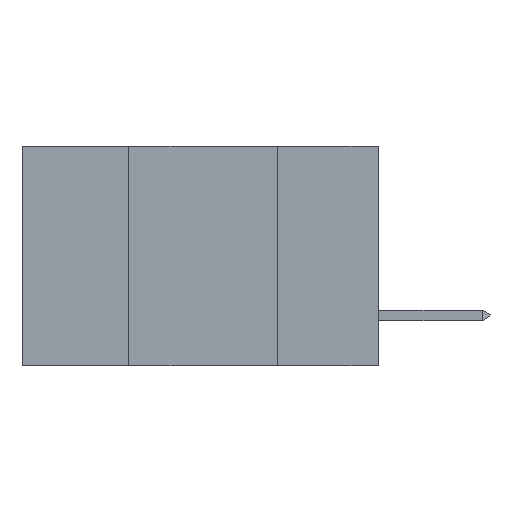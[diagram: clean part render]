
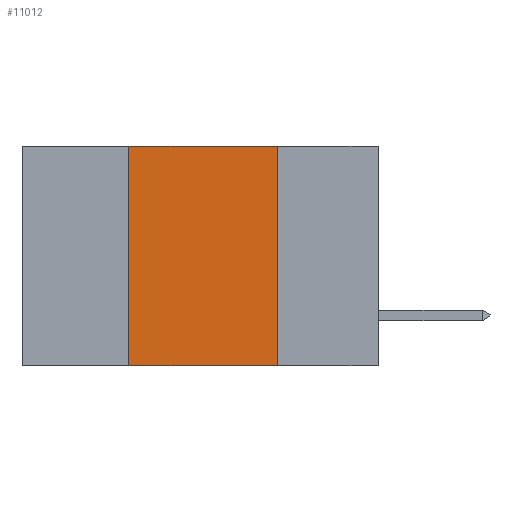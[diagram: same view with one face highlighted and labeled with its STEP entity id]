
A CAD part, left-side view. The second image highlights one B-rep face of the part: STEP entity #11012.
In plain terms, the highlighted planar face has unit normal (-1, 0, 0).
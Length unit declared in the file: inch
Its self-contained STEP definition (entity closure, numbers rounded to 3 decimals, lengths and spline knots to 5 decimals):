
#4 = VECTOR ( 'NONE', #10629, 39.37008 ) ;
#1957 = CARTESIAN_POINT ( 'NONE',  ( 0., 0.17, 0. ) ) ;
#2202 = LINE ( 'NONE', #5707, #15878 ) ;
#2944 = LINE ( 'NONE', #1957, #4 ) ;
#3770 = CARTESIAN_POINT ( 'NONE',  ( 0., 0.6, -0.37 ) ) ;
#4470 = EDGE_CURVE ( 'NONE', #11375, #10289, #15296, .T. ) ;
#5296 = VERTEX_POINT ( 'NONE', #13208 ) ;
#5707 = CARTESIAN_POINT ( 'NONE',  ( 0., 0.6, 0. ) ) ;
#6550 = DIRECTION ( 'NONE',  ( 0., 0., -1. ) ) ;
#7522 = EDGE_LOOP ( 'NONE', ( #10673, #21408, #20768, #15606 ) ) ;
#8066 = CARTESIAN_POINT ( 'NONE',  ( 0., 0.17, 0. ) ) ;
#8774 = DIRECTION ( 'NONE',  ( 0., -1., 0. ) ) ;
#9784 = LINE ( 'NONE', #18434, #15976 ) ;
#9991 = EDGE_CURVE ( 'NONE', #11375, #5296, #9784, .T. ) ;
#10006 = CARTESIAN_POINT ( 'NONE',  ( 0., 0.6, 0. ) ) ;
#10289 = VERTEX_POINT ( 'NONE', #11712 ) ;
#10629 = DIRECTION ( 'NONE',  ( 0., 0., -1. ) ) ;
#10673 = ORIENTED_EDGE ( 'NONE', *, *, #15413, .F. ) ;
#11012 = ADVANCED_FACE ( 'NONE', ( #18382 ), #13542, .F. ) ;
#11375 = VERTEX_POINT ( 'NONE', #18675 ) ;
#11712 = CARTESIAN_POINT ( 'NONE',  ( 0., 0.17, -0.37 ) ) ;
#12244 = EDGE_CURVE ( 'NONE', #5296, #12475, #2202, .T. ) ;
#12475 = VERTEX_POINT ( 'NONE', #8066 ) ;
#13208 = CARTESIAN_POINT ( 'NONE',  ( 0., 0.42, 0. ) ) ;
#13542 = PLANE ( 'NONE',  #20590 ) ;
#13672 = VECTOR ( 'NONE', #15844, 39.37008 ) ;
#15296 = LINE ( 'NONE', #3770, #13672 ) ;
#15413 = EDGE_CURVE ( 'NONE', #12475, #10289, #2944, .T. ) ;
#15606 = ORIENTED_EDGE ( 'NONE', *, *, #4470, .T. ) ;
#15844 = DIRECTION ( 'NONE',  ( 0., -1., 0. ) ) ;
#15878 = VECTOR ( 'NONE', #8774, 39.37008 ) ;
#15976 = VECTOR ( 'NONE', #18511, 39.37008 ) ;
#18382 = FACE_OUTER_BOUND ( 'NONE', #7522, .T. ) ;
#18434 = CARTESIAN_POINT ( 'NONE',  ( 0., 0.42, 0. ) ) ;
#18465 = DIRECTION ( 'NONE',  ( 1., 0., 0. ) ) ;
#18511 = DIRECTION ( 'NONE',  ( 0., 0., 1. ) ) ;
#18675 = CARTESIAN_POINT ( 'NONE',  ( 0., 0.42, -0.37 ) ) ;
#20590 = AXIS2_PLACEMENT_3D ( 'NONE', #10006, #18465, #6550 ) ;
#20768 = ORIENTED_EDGE ( 'NONE', *, *, #9991, .F. ) ;
#21408 = ORIENTED_EDGE ( 'NONE', *, *, #12244, .F. ) ;
